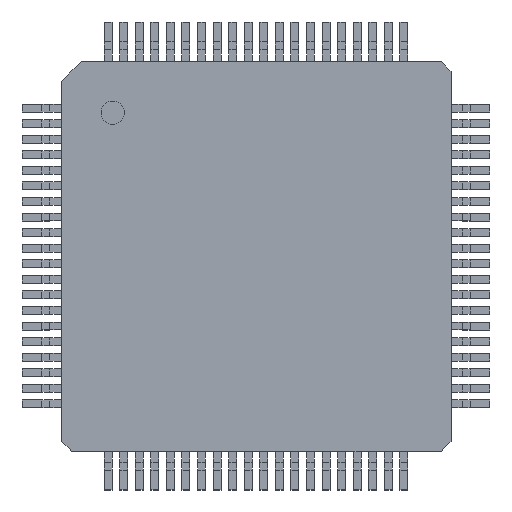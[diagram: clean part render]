
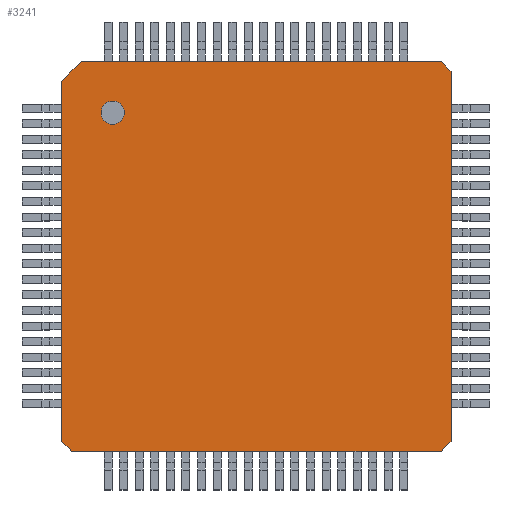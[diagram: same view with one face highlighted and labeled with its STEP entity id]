
A CAD part, top view. The second image highlights one B-rep face of the part: STEP entity #3241.
In plain terms, the highlighted planar face has unit normal (0, 0, 1).
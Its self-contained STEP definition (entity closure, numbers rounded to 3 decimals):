
#85 = LINE ( 'NONE', #2574, #1805 ) ;
#169 = LINE ( 'NONE', #2361, #1007 ) ;
#218 = CARTESIAN_POINT ( 'NONE',  ( 4.75, 5.004, 1.5 ) ) ;
#224 = VECTOR ( 'NONE', #666, 1000. ) ;
#291 = ORIENTED_EDGE ( 'NONE', *, *, #2564, .F. ) ;
#305 = EDGE_CURVE ( 'NONE', #1353, #3703, #2502, .T. ) ;
#347 = VERTEX_POINT ( 'NONE', #467 ) ;
#350 = VECTOR ( 'NONE', #3713, 1000. ) ;
#443 = CARTESIAN_POINT ( 'NONE',  ( -4.496, 5.004, 1.5 ) ) ;
#467 = CARTESIAN_POINT ( 'NONE',  ( 4.75, -5.004, 1.5 ) ) ;
#494 = VERTEX_POINT ( 'NONE', #443 ) ;
#646 = CARTESIAN_POINT ( 'NONE',  ( -5.004, -4.75, 1.5 ) ) ;
#647 = LINE ( 'NONE', #704, #875 ) ;
#666 = DIRECTION ( 'NONE',  ( 0.707, -0.707, 0. ) ) ;
#704 = CARTESIAN_POINT ( 'NONE',  ( 4.75, 5.004, 1.5 ) ) ;
#734 = EDGE_CURVE ( 'NONE', #1353, #1934, #1826, .T. ) ;
#780 = DIRECTION ( 'NONE',  ( 1., 0., 0. ) ) ;
#852 = CARTESIAN_POINT ( 'NONE',  ( 4.75, -5.004, 1.5 ) ) ;
#875 = VECTOR ( 'NONE', #1037, 1000. ) ;
#933 = LINE ( 'NONE', #852, #1341 ) ;
#1007 = VECTOR ( 'NONE', #3044, 1000. ) ;
#1021 = EDGE_CURVE ( 'NONE', #347, #1622, #2244, .T. ) ;
#1037 = DIRECTION ( 'NONE',  ( 0.707, -0.707, 0. ) ) ;
#1133 = CARTESIAN_POINT ( 'NONE',  ( -5.004, 4.496, 1.5 ) ) ;
#1138 = VECTOR ( 'NONE', #2676, 1000. ) ;
#1140 = AXIS2_PLACEMENT_3D ( 'NONE', #1133, #1371, #780 ) ;
#1171 = ORIENTED_EDGE ( 'NONE', *, *, #734, .F. ) ;
#1252 = ORIENTED_EDGE ( 'NONE', *, *, #1021, .T. ) ;
#1316 = CARTESIAN_POINT ( 'NONE',  ( 5.004, 4.75, 1.5 ) ) ;
#1341 = VECTOR ( 'NONE', #2123, 1000. ) ;
#1353 = VERTEX_POINT ( 'NONE', #646 ) ;
#1371 = DIRECTION ( 'NONE',  ( 0., 0., 1. ) ) ;
#1433 = PLANE ( 'NONE',  #1140 ) ;
#1448 = VERTEX_POINT ( 'NONE', #218 ) ;
#1622 = VERTEX_POINT ( 'NONE', #1714 ) ;
#1714 = CARTESIAN_POINT ( 'NONE',  ( 5.004, -4.75, 1.5 ) ) ;
#1805 = VECTOR ( 'NONE', #3479, 1000. ) ;
#1826 = LINE ( 'NONE', #3736, #350 ) ;
#1830 = ORIENTED_EDGE ( 'NONE', *, *, #3688, .T. ) ;
#1914 = ORIENTED_EDGE ( 'NONE', *, *, #2540, .F. ) ;
#1934 = VERTEX_POINT ( 'NONE', #2449 ) ;
#2041 = ORIENTED_EDGE ( 'NONE', *, *, #2290, .F. ) ;
#2062 = ORIENTED_EDGE ( 'NONE', *, *, #2889, .F. ) ;
#2123 = DIRECTION ( 'NONE',  ( -1., 0., 0. ) ) ;
#2244 = LINE ( 'NONE', #2539, #1138 ) ;
#2266 = CARTESIAN_POINT ( 'NONE',  ( -4.75, -5.004, 1.5 ) ) ;
#2290 = EDGE_CURVE ( 'NONE', #494, #1448, #169, .T. ) ;
#2357 = FACE_OUTER_BOUND ( 'NONE', #3446, .T. ) ;
#2361 = CARTESIAN_POINT ( 'NONE',  ( -4.496, 5.004, 1.5 ) ) ;
#2449 = CARTESIAN_POINT ( 'NONE',  ( -5.004, 4.496, 1.5 ) ) ;
#2502 = LINE ( 'NONE', #3505, #224 ) ;
#2539 = CARTESIAN_POINT ( 'NONE',  ( 4.75, -5.004, 1.5 ) ) ;
#2540 = EDGE_CURVE ( 'NONE', #3051, #1622, #2557, .T. ) ;
#2557 = LINE ( 'NONE', #1316, #3389 ) ;
#2564 = EDGE_CURVE ( 'NONE', #347, #3703, #933, .T. ) ;
#2574 = CARTESIAN_POINT ( 'NONE',  ( -4.496, 5.004, 1.5 ) ) ;
#2594 = DIRECTION ( 'NONE',  ( 0., -1., 0. ) ) ;
#2676 = DIRECTION ( 'NONE',  ( 0.707, 0.707, 0. ) ) ;
#2889 = EDGE_CURVE ( 'NONE', #1448, #3051, #647, .T. ) ;
#2907 = CARTESIAN_POINT ( 'NONE',  ( 5.004, 4.75, 1.5 ) ) ;
#3044 = DIRECTION ( 'NONE',  ( 1., 0., 0. ) ) ;
#3051 = VERTEX_POINT ( 'NONE', #2907 ) ;
#3241 = ADVANCED_FACE ( 'NONE', ( #2357 ), #1433, .T. ) ;
#3389 = VECTOR ( 'NONE', #2594, 1000. ) ;
#3421 = ORIENTED_EDGE ( 'NONE', *, *, #305, .T. ) ;
#3446 = EDGE_LOOP ( 'NONE', ( #2041, #1830, #1171, #3421, #291, #1252, #1914, #2062 ) ) ;
#3479 = DIRECTION ( 'NONE',  ( -0.707, -0.707, 0. ) ) ;
#3505 = CARTESIAN_POINT ( 'NONE',  ( -5.004, -4.75, 1.5 ) ) ;
#3688 = EDGE_CURVE ( 'NONE', #494, #1934, #85, .T. ) ;
#3703 = VERTEX_POINT ( 'NONE', #2266 ) ;
#3713 = DIRECTION ( 'NONE',  ( 0., 1., 0. ) ) ;
#3736 = CARTESIAN_POINT ( 'NONE',  ( -5.004, -4.75, 1.5 ) ) ;
